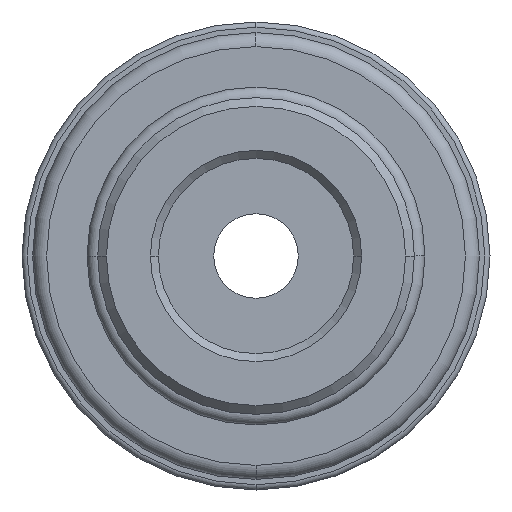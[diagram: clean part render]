
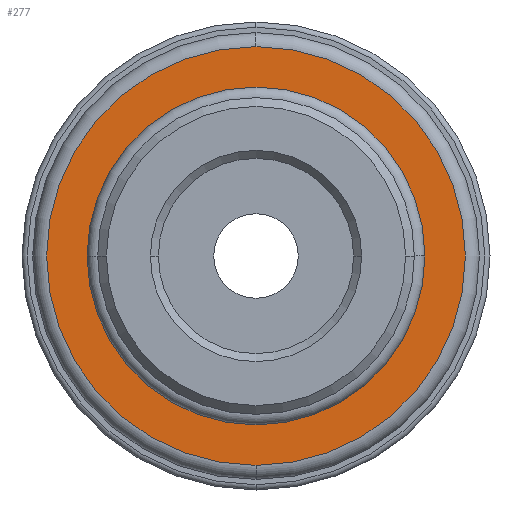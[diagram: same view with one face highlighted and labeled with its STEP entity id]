
A CAD part, front view. The second image highlights one B-rep face of the part: STEP entity #277.
In plain terms, the highlighted planar face has unit normal (0, -1, 0).
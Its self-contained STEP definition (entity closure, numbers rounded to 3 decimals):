
#277=ADVANCED_FACE('',(#584,#585),#586,.T.);
#584=FACE_BOUND('',#905,.T.);
#585=FACE_OUTER_BOUND('',#906,.T.);
#586=PLANE('',#907);
#905=EDGE_LOOP('',(#1619,#1620,#1621));
#906=EDGE_LOOP('',(#1622,#1623,#1624));
#907=AXIS2_PLACEMENT_3D('',#1625,#1626,#1627);
#1619=ORIENTED_EDGE('',*,*,#2064,.T.);
#1620=ORIENTED_EDGE('',*,*,#2088,.T.);
#1621=ORIENTED_EDGE('',*,*,#2065,.T.);
#1622=ORIENTED_EDGE('',*,*,#1812,.F.);
#1623=ORIENTED_EDGE('',*,*,#1811,.F.);
#1624=ORIENTED_EDGE('',*,*,#1883,.F.);
#1625=CARTESIAN_POINT('',(10.45,3.0,0.0));
#1626=DIRECTION('',(-0.0,-1.0,-0.0));
#1627=DIRECTION('',(-1.0,0.0,0.0));
#1811=EDGE_CURVE('',#2131,#2134,#2135,.T.);
#1812=EDGE_CURVE('',#2134,#2136,#2137,.T.);
#1883=EDGE_CURVE('',#2136,#2131,#2255,.T.);
#2064=EDGE_CURVE('',#2512,#2510,#2513,.T.);
#2065=EDGE_CURVE('',#2514,#2512,#2515,.T.);
#2088=EDGE_CURVE('',#2510,#2514,#2539,.T.);
#2131=VERTEX_POINT('',#2584);
#2134=VERTEX_POINT('',#2587);
#2135=CIRCLE('',#2588,11.9);
#2136=VERTEX_POINT('',#2589);
#2137=CIRCLE('',#2590,11.9);
#2255=CIRCLE('',#2726,11.9);
#2510=VERTEX_POINT('',#3009);
#2512=VERTEX_POINT('',#3011);
#2513=CIRCLE('',#3012,9.52);
#2514=VERTEX_POINT('',#3013);
#2515=CIRCLE('',#3014,9.52);
#2539=CIRCLE('',#3042,9.52);
#2584=CARTESIAN_POINT('',(0.,3.0,11.9));
#2587=CARTESIAN_POINT('',(11.9,3.0,0.0));
#2588=AXIS2_PLACEMENT_3D('',#3093,#3094,#3095);
#2589=CARTESIAN_POINT('',(0.,3.0,-11.9));
#2590=AXIS2_PLACEMENT_3D('',#3096,#3097,#3098);
#2726=AXIS2_PLACEMENT_3D('',#3231,#3232,#3233);
#3009=CARTESIAN_POINT('',(9.52,3.0,0.));
#3011=CARTESIAN_POINT('',(0.,3.0,9.52));
#3012=AXIS2_PLACEMENT_3D('',#3559,#3560,#3561);
#3013=CARTESIAN_POINT('',(-9.52,3.0,0.));
#3014=AXIS2_PLACEMENT_3D('',#3562,#3563,#3564);
#3042=AXIS2_PLACEMENT_3D('',#3596,#3597,#3598);
#3093=CARTESIAN_POINT('',(0.0,3.0,0.0));
#3094=DIRECTION('',(-0.0,1.0,0.0));
#3095=DIRECTION('',(1.0,0.0,0.0));
#3096=CARTESIAN_POINT('',(0.0,3.0,0.0));
#3097=DIRECTION('',(-0.0,1.0,0.0));
#3098=DIRECTION('',(1.0,0.0,0.0));
#3231=CARTESIAN_POINT('',(0.0,3.0,0.0));
#3232=DIRECTION('',(-0.0,1.0,0.0));
#3233=DIRECTION('',(1.0,0.0,0.0));
#3559=CARTESIAN_POINT('',(0.0,3.0,0.0));
#3560=DIRECTION('',(0.0,1.0,0.0));
#3561=DIRECTION('',(0.0,0.0,-1.0));
#3562=CARTESIAN_POINT('',(0.0,3.0,0.0));
#3563=DIRECTION('',(0.0,1.0,0.0));
#3564=DIRECTION('',(0.0,0.0,-1.0));
#3596=CARTESIAN_POINT('',(0.0,3.0,0.0));
#3597=DIRECTION('',(0.0,1.0,0.0));
#3598=DIRECTION('',(0.0,0.0,-1.0));
